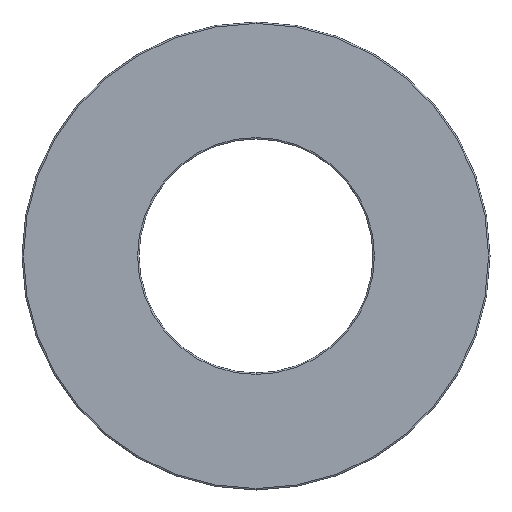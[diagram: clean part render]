
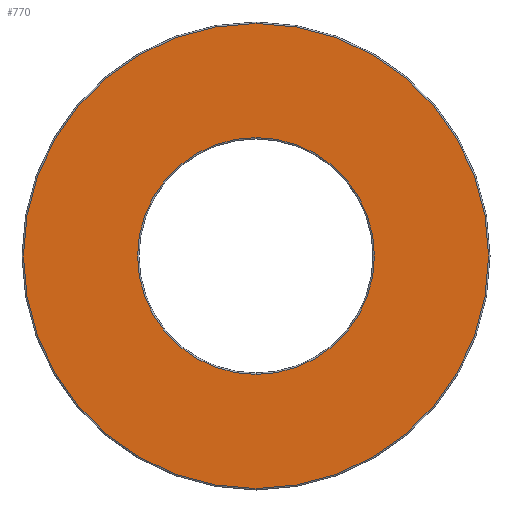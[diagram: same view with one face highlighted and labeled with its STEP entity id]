
A CAD part, front view. The second image highlights one B-rep face of the part: STEP entity #770.
In plain terms, the highlighted planar face has unit normal (0, -1, 0).
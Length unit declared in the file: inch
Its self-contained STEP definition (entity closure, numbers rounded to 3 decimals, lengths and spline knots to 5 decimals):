
#29 = DIRECTION ( 'NONE',  ( 0., 0., 1. ) ) ;
#82 = DIRECTION ( 'NONE',  ( 0., 0., 1. ) ) ;
#143 = AXIS2_PLACEMENT_3D ( 'NONE', #1538, #648, #1683 ) ;
#181 = CARTESIAN_POINT ( 'NONE',  ( 0., -0.0965, 0.31057 ) ) ;
#188 = DIRECTION ( 'NONE',  ( 0., -1., 0. ) ) ;
#198 = CIRCLE ( 'NONE', #912, 0.31057 ) ;
#240 = AXIS2_PLACEMENT_3D ( 'NONE', #642, #933, #82 ) ;
#288 = VERTEX_POINT ( 'NONE', #1169 ) ;
#369 = PLANE ( 'NONE',  #240 ) ;
#376 = VERTEX_POINT ( 'NONE', #1785 ) ;
#393 = CIRCLE ( 'NONE', #143, 0.15818 ) ;
#423 = EDGE_CURVE ( 'NONE', #1864, #430, #834, .T. ) ;
#430 = VERTEX_POINT ( 'NONE', #181 ) ;
#608 = DIRECTION ( 'NONE',  ( 0., -1., 0. ) ) ;
#624 = AXIS2_PLACEMENT_3D ( 'NONE', #1764, #865, #29 ) ;
#627 = EDGE_CURVE ( 'NONE', #430, #1864, #198, .T. ) ;
#642 = CARTESIAN_POINT ( 'NONE',  ( 0., -0.0965, 0.3125 ) ) ;
#648 = DIRECTION ( 'NONE',  ( 0., 1., 0. ) ) ;
#770 = ADVANCED_FACE ( 'NONE', ( #1217, #774 ), #369, .F. ) ;
#774 = FACE_OUTER_BOUND ( 'NONE', #972, .T. ) ;
#775 = EDGE_CURVE ( 'NONE', #288, #376, #393, .T. ) ;
#817 = ORIENTED_EDGE ( 'NONE', *, *, #423, .T. ) ;
#834 = CIRCLE ( 'NONE', #846, 0.31057 ) ;
#846 = AXIS2_PLACEMENT_3D ( 'NONE', #1500, #608, #1645 ) ;
#863 = CIRCLE ( 'NONE', #624, 0.15818 ) ;
#865 = DIRECTION ( 'NONE',  ( 0., 1., 0. ) ) ;
#912 = AXIS2_PLACEMENT_3D ( 'NONE', #1044, #188, #1200 ) ;
#933 = DIRECTION ( 'NONE',  ( 0., 1., 0. ) ) ;
#972 = EDGE_LOOP ( 'NONE', ( #1671, #817 ) ) ;
#1044 = CARTESIAN_POINT ( 'NONE',  ( 0., -0.0965, 0. ) ) ;
#1169 = CARTESIAN_POINT ( 'NONE',  ( 0., -0.0965, 0.15818 ) ) ;
#1200 = DIRECTION ( 'NONE',  ( 0., 0., 1. ) ) ;
#1217 = FACE_BOUND ( 'NONE', #1824, .T. ) ;
#1286 = ORIENTED_EDGE ( 'NONE', *, *, #775, .T. ) ;
#1491 = CARTESIAN_POINT ( 'NONE',  ( 0., -0.0965, -0.31057 ) ) ;
#1500 = CARTESIAN_POINT ( 'NONE',  ( 0., -0.0965, 0. ) ) ;
#1538 = CARTESIAN_POINT ( 'NONE',  ( 0., -0.0965, 0. ) ) ;
#1645 = DIRECTION ( 'NONE',  ( 0., 0., 1. ) ) ;
#1671 = ORIENTED_EDGE ( 'NONE', *, *, #627, .T. ) ;
#1683 = DIRECTION ( 'NONE',  ( 0., 0., 1. ) ) ;
#1758 = EDGE_CURVE ( 'NONE', #376, #288, #863, .T. ) ;
#1764 = CARTESIAN_POINT ( 'NONE',  ( 0., -0.0965, 0. ) ) ;
#1785 = CARTESIAN_POINT ( 'NONE',  ( 0., -0.0965, -0.15818 ) ) ;
#1824 = EDGE_LOOP ( 'NONE', ( #1286, #1836 ) ) ;
#1836 = ORIENTED_EDGE ( 'NONE', *, *, #1758, .T. ) ;
#1864 = VERTEX_POINT ( 'NONE', #1491 ) ;
